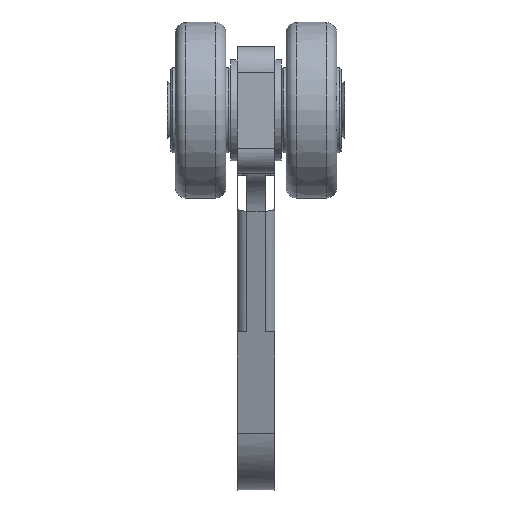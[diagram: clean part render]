
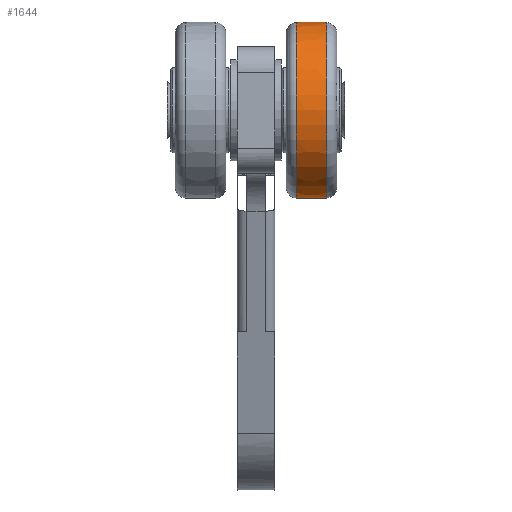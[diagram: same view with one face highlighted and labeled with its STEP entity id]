
A CAD part, left-side view. The second image highlights one B-rep face of the part: STEP entity #1644.
In plain terms, the highlighted free-form (B-spline) face has degree [3, 3] with [4, 7] control points.
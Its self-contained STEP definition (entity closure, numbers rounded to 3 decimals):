
#1644=ADVANCED_FACE('',(#2633,#2634),#2635,.T.);
#2633=FACE_OUTER_BOUND('',#3787,.T.);
#2634=FACE_OUTER_BOUND('',#3788,.T.);
#2635=(B_SPLINE_SURFACE(3,3,((#3790,#3791,#3792,#3793,#3794,#3795,#3796),(#3797,#3798,#3799,#3800,#3801,#3802,#3803),(#3804,#3805,#3806,#3807,#3808,#3809,#3810),(#3811,#3812,#3813,#3814,#3815,#3816,#3817)),.UNSPECIFIED.,.F.,.T.,.F.)B_SPLINE_SURFACE_WITH_KNOTS((4,4),(4,3,4),(0.,6.283),(-0.06,0.,0.06),.UNSPECIFIED.)RATIONAL_B_SPLINE_SURFACE(((1.,0.333,0.333,1.,0.333,0.333,1.),(0.999,0.333,0.333,0.999,0.333,0.333,0.999),(0.999,0.333,0.333,0.999,0.333,0.333,0.999),(1.,0.333,0.333,1.,0.333,0.333,1.)))BOUNDED_SURFACE()REPRESENTATION_ITEM('')GEOMETRIC_REPRESENTATION_ITEM()SURFACE());
#3787=EDGE_LOOP('',(#5097));
#3788=EDGE_LOOP('',(#5098));
#3790=CARTESIAN_POINT('',(-2962.814,8878.054,467.686));
#3791=CARTESIAN_POINT('',(-2935.058,8878.054,467.686));
#3792=CARTESIAN_POINT('',(-2935.058,8878.054,439.93));
#3793=CARTESIAN_POINT('',(-2962.814,8878.054,439.93));
#3794=CARTESIAN_POINT('',(-2990.569,8878.054,439.93));
#3795=CARTESIAN_POINT('',(-2990.569,8878.054,467.686));
#3796=CARTESIAN_POINT('',(-2962.814,8878.054,467.686));
#3797=CARTESIAN_POINT('',(-2962.814,8876.453,467.782));
#3798=CARTESIAN_POINT('',(-2934.866,8876.453,467.782));
#3799=CARTESIAN_POINT('',(-2934.866,8876.453,439.834));
#3800=CARTESIAN_POINT('',(-2962.814,8876.453,439.834));
#3801=CARTESIAN_POINT('',(-2990.762,8876.453,439.834));
#3802=CARTESIAN_POINT('',(-2990.762,8876.453,467.782));
#3803=CARTESIAN_POINT('',(-2962.814,8876.453,467.782));
#3804=CARTESIAN_POINT('',(-2962.814,8874.85,467.782));
#3805=CARTESIAN_POINT('',(-2934.866,8874.85,467.782));
#3806=CARTESIAN_POINT('',(-2934.866,8874.85,439.834));
#3807=CARTESIAN_POINT('',(-2962.814,8874.85,439.834));
#3808=CARTESIAN_POINT('',(-2990.762,8874.85,439.834));
#3809=CARTESIAN_POINT('',(-2990.762,8874.85,467.782));
#3810=CARTESIAN_POINT('',(-2962.814,8874.85,467.782));
#3811=CARTESIAN_POINT('',(-2962.814,8873.25,467.686));
#3812=CARTESIAN_POINT('',(-2935.058,8873.25,467.686));
#3813=CARTESIAN_POINT('',(-2935.058,8873.25,439.93));
#3814=CARTESIAN_POINT('',(-2962.814,8873.25,439.93));
#3815=CARTESIAN_POINT('',(-2990.569,8873.25,439.93));
#3816=CARTESIAN_POINT('',(-2990.569,8873.25,467.686));
#3817=CARTESIAN_POINT('',(-2962.814,8873.25,467.686));
#5097=ORIENTED_EDGE('',*,*,#6836,.T.);
#5098=ORIENTED_EDGE('',*,*,#6847,.F.);
#6836=EDGE_CURVE('',#7663,#7663,#7664,.T.);
#6847=EDGE_CURVE('',#7680,#7680,#7681,.T.);
#7663=VERTEX_POINT('',#10223);
#7664=CIRCLE('',#10224,13.878);
#7680=VERTEX_POINT('',#10240);
#7681=CIRCLE('',#10241,13.878);
#10223=CARTESIAN_POINT('',(-2976.692,8878.054,453.808));
#10224=AXIS2_PLACEMENT_3D('',#17002,#17003,#17004);
#10240=CARTESIAN_POINT('',(-2976.692,8873.25,453.808));
#10241=AXIS2_PLACEMENT_3D('',#17020,#17021,#17022);
#17002=CARTESIAN_POINT('',(-2962.814,8878.054,453.808));
#17003=DIRECTION('',(0.,-1.,0.));
#17004=DIRECTION('',(-1.,0.,0.));
#17020=CARTESIAN_POINT('',(-2962.814,8873.25,453.808));
#17021=DIRECTION('',(0.,-1.,0.));
#17022=DIRECTION('',(-1.,0.,0.));
